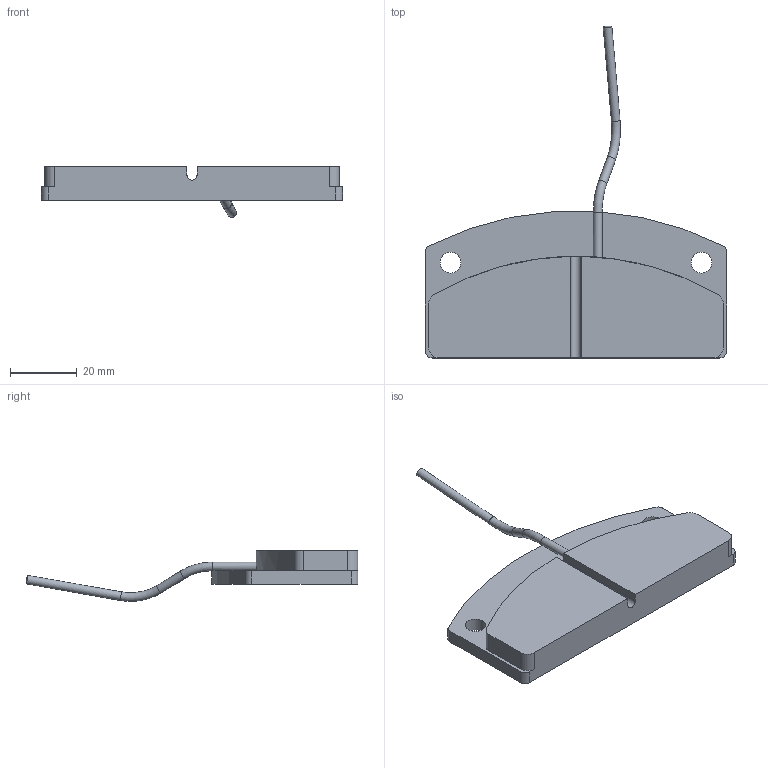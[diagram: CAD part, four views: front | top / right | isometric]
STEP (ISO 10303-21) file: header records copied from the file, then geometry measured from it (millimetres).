
FILE_DESCRIPTION(/* description */ (''),/* implementation_level */ '2;1');
FILE_NAME(/* name */ 'SOS_A744_-_PASTIGLIA_FRENO_1.stp',/* time_stamp */ '2016-06-02T11:32:52+02:00',/* author */ (''),/* organization */ (''),/* preprocessor_version */ 'ST-DEVELOPER v16.5',/* originating_system */ 'Autodesk Translation Framework v5.0.0.3310',/* authorisation */ '');
FILE_SCHEMA (('AUTOMOTIVE_DESIGN { 1 0 10303 214 3 1 1 }'));
Length unit declared in the file: centimetre
Products named in the file (1): SOS_A744_-_PASTIGLIA_FRENO_1
Bounding box: 90 x 99.25 x 15.11 mm (x, y, z)
Volume: 28257.4 mm3; surface area: 10347.6 mm2
Topology: 1 solids, 1 shells, 32 faces, 87 edges, 55 vertices
Faces by surface type: cylinder 16, plane 13, torus 3
Full cylindrical faces by diameter (mm): 2.6 x3, 6.2 x2
Entity records: 1022 total; most frequent: CARTESIAN_POINT 215, DIRECTION 172, ORIENTED_EDGE 152, EDGE_CURVE 76, AXIS2_PLACEMENT_3D 67, VERTEX_POINT 52, EDGE_LOOP 42, LINE 38
